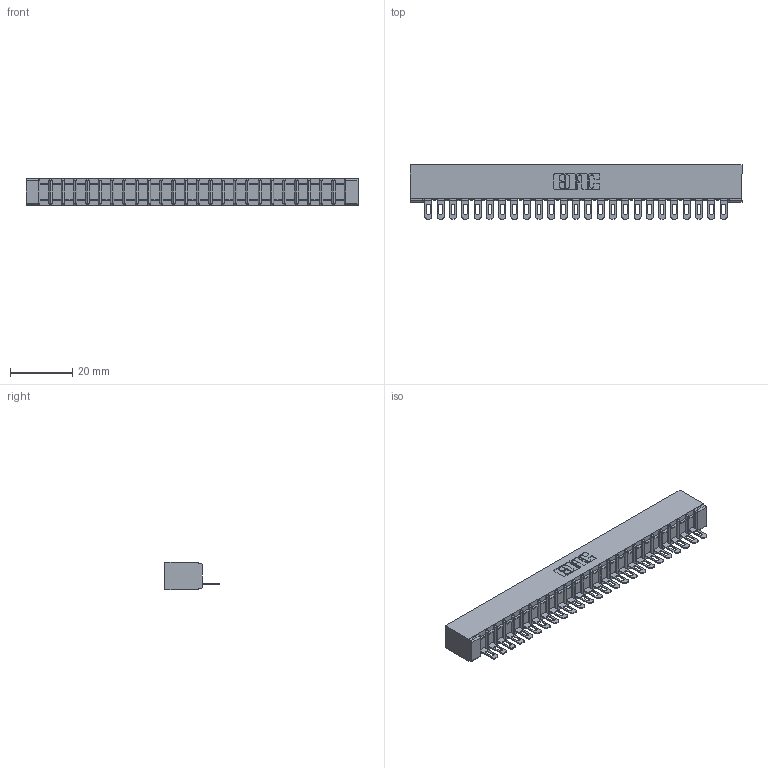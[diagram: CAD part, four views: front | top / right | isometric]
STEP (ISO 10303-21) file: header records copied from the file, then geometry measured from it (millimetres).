
FILE_DESCRIPTION (( 'STEP AP203' ), '1' );
FILE_NAME ('307-025-401-101.STEP', '2020-09-27T13:30:20', ( '' ), ( '' ), 'SwSTEP 2.0', 'SolidWorks 2020', '' );
FILE_SCHEMA (( 'CONFIG_CONTROL_DESIGN' ));
Length unit declared in the file: inch
Products named in the file (3): 307-290-002_501; 307 Part_No Mounting Lugs; 307-025-401-101
Assembly tree (26 placements, depth 2):
  307-025-401-101
    307 Part_No Mounting Lugs
    307-290-002_501  x25
Bounding box: 106.93 x 17.42 x 8.71 mm (x, y, z)
Volume: 7325.2 mm3; surface area: 14165.7 mm2
Topology: 26 solids, 26 shells, 2036 faces, 6249 edges, 4094 vertices
Faces by surface type: plane 1166, cylinder 818, sphere 52
Entity records: 24044 total; most frequent: CARTESIAN_POINT 4052, ORIENTED_EDGE 4042, DIRECTION 3947, EDGE_CURVE 2021, LINE 1537, VECTOR 1537, VERTEX_POINT 1310, AXIS2_PLACEMENT_3D 1205
